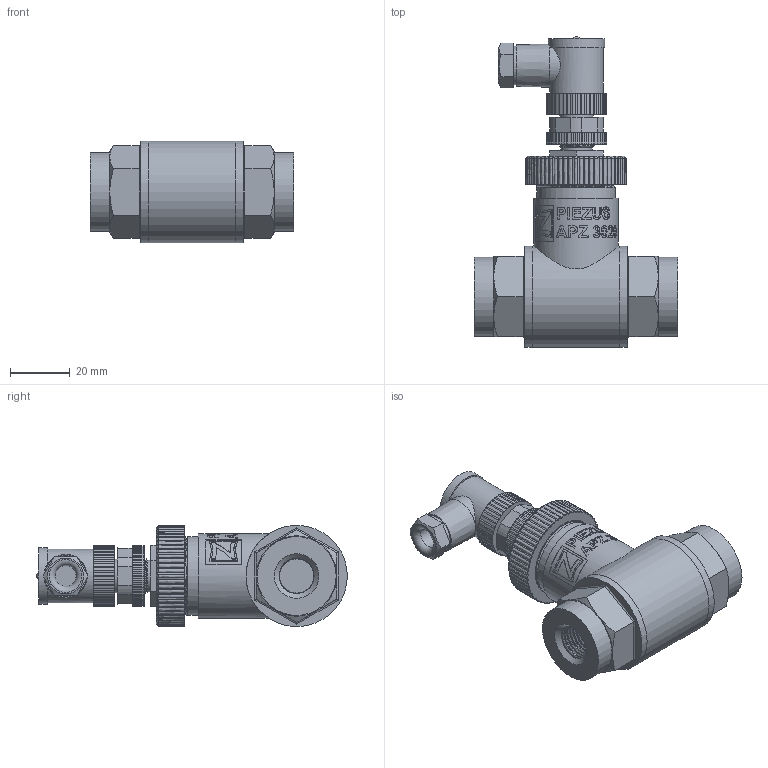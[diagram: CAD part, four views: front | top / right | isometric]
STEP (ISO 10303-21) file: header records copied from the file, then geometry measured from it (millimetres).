
FILE_DESCRIPTION(/* description */ (''),/* implementation_level */ '2;1');
FILE_NAME(/* name */ 'APZ3020_G1''4-internal-axial_M12x1-angular.step',/* time_stamp */ '2021-07-28T15:19:22+03:00',/* author */ (''),/* organization */ (''),/* preprocessor_version */ 'ST-DEVELOPER v18.1',/* originating_system */ 'Autodesk Translation Framework v10.9.0.1377',/* authorisation */ '');
FILE_SCHEMA (('AUTOMOTIVE_DESIGN { 1 0 10303 214 3 1 1 }'));
Length unit declared in the file: millimetre
Products named in the file (8): АПЗ 3020 - filled; G 1\4 internal; shell; shell2; nut M27x1.5 v8; nut2; M12x1 female angular v10; M12x1 male v16
Assembly tree (7 placements, depth 2):
  АПЗ 3020 - filled
    G 1\4 internal
    shell
    shell2
    nut M27x1.5 v8
    nut2
    M12x1 female angular v10
    M12x1 male v16
Bounding box: 68.2 x 104.27 x 34 mm (x, y, z)
Volume: 83662.7 mm3; surface area: 34375 mm2
Topology: 17 solids, 17 shells, 1058 faces, 2911 edges, 1938 vertices
Faces by surface type: bspline 461, cylinder 361, plane 186, cone 40, torus 9, sphere 1
Full cylindrical faces by diameter (mm): 1 x12, 1.5 x4, 7 x1, 8 x1, 8.2 x1, 9.471 x2, 10.6 x2, 10.741 x6, 11.035 x4, 11.156 x1, 11.884 x5, 12.152 x4, 13 x1, 13.157 x10, 13.5 x2, 14 x1, 14.137 x4, 14.526 x3, 15.85 x3, 16.203 x3, 18 x1, 19 x1, 21.4 x2, 22.3 x1, 23.6 x1, 24 x3, 24.5 x2, 24.6 x4, 25.132 x4, 25.526 x4
Entity records: 63853 total; most frequent: CARTESIAN_POINT 40169, ORIENTED_EDGE 5814, DIRECTION 3391, EDGE_CURVE 2907, VERTEX_POINT 1936, B_SPLINE_CURVE_WITH_KNOTS 1264, AXIS2_PLACEMENT_3D 1226, EDGE_LOOP 1131
